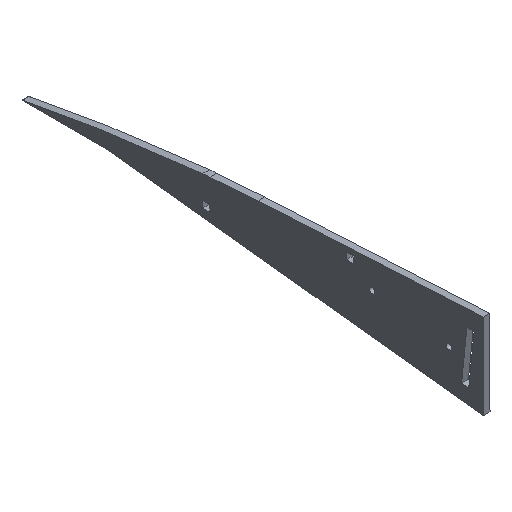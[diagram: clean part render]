
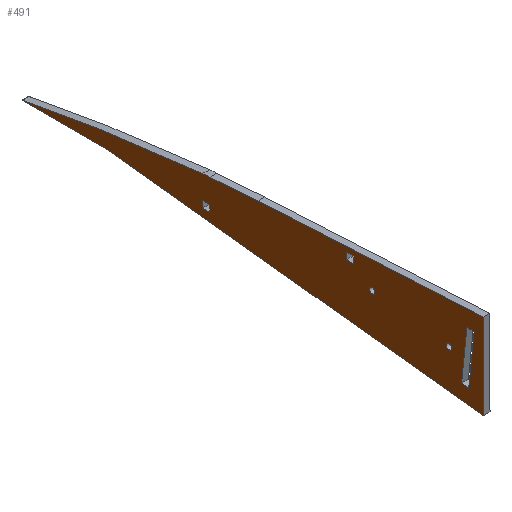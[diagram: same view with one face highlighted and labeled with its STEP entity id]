
A CAD part, isometric view. The second image highlights one B-rep face of the part: STEP entity #491.
In plain terms, the highlighted planar face has unit normal (-1, 0, 0).
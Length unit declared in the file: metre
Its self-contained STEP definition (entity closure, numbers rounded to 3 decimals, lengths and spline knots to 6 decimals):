
#15=FACE_BOUND('',#90,.T.);
#16=FACE_BOUND('',#91,.T.);
#17=FACE_BOUND('',#92,.T.);
#18=FACE_BOUND('',#93,.T.);
#19=FACE_BOUND('',#94,.T.);
#25=CIRCLE('',#514,0.737101);
#27=CIRCLE('',#521,0.0016);
#29=CIRCLE('',#524,0.00155);
#34=ELLIPSE('',#511,0.001973,0.000023);
#36=B_SPLINE_CURVE_WITH_KNOTS('',3,(#689,#690,#691,#692,#693),
 .UNSPECIFIED.,.F.,.F.,(4,1,4),(0.241414,0.265173,0.288933),
 .UNSPECIFIED.);
#38=B_SPLINE_CURVE_WITH_KNOTS('',3,(#760,#761,#762,#763,#764,#765,#766,
#767,#768,#769,#770,#771,#772,#773,#774,#775,#776,#777,#778,#779),
 .UNSPECIFIED.,.F.,.F.,(4,1,1,1,1,1,1,1,1,1,1,1,1,1,1,1,1,4),(0.296027,
0.323083,0.35014,0.377196,0.404252,
0.41778,0.431308,0.444836,0.458364,
0.471892,0.478656,0.48542,0.492184,
0.498948,0.50233,0.505712,0.509094,
0.512476),.UNSPECIFIED.);
#65=FACE_OUTER_BOUND('',#89,.T.);
#89=EDGE_LOOP('',(#407,#408,#409,#410,#411,#412,#413,#414));
#90=EDGE_LOOP('',(#415,#416,#417,#418));
#91=EDGE_LOOP('',(#419,#420,#421,#422));
#92=EDGE_LOOP('',(#423,#424,#425,#426));
#93=EDGE_LOOP('',(#427));
#94=EDGE_LOOP('',(#428));
#101=LINE('',#654,#155);
#107=LINE('',#665,#161);
#108=LINE('',#668,#162);
#111=LINE('',#674,#165);
#120=LINE('',#808,#174);
#123=LINE('',#814,#177);
#126=LINE('',#820,#180);
#128=LINE('',#823,#182);
#131=LINE('',#839,#185);
#135=LINE('',#847,#189);
#140=LINE('',#856,#194);
#141=LINE('',#858,#195);
#146=LINE('',#868,#200);
#147=LINE('',#871,#201);
#150=LINE('',#877,#204);
#154=LINE('',#883,#208);
#155=VECTOR('',#540,1.);
#161=VECTOR('',#548,1.);
#162=VECTOR('',#551,1.);
#165=VECTOR('',#556,1.);
#174=VECTOR('',#577,1.);
#177=VECTOR('',#582,1.);
#180=VECTOR('',#587,1.);
#182=VECTOR('',#591,1.);
#185=VECTOR('',#608,1.);
#189=VECTOR('',#614,1.);
#194=VECTOR('',#621,1.);
#195=VECTOR('',#624,1.);
#200=VECTOR('',#631,1.);
#201=VECTOR('',#634,1.);
#204=VECTOR('',#639,1.);
#208=VECTOR('',#645,1.);
#209=VERTEX_POINT('',#652);
#210=VERTEX_POINT('',#653);
#214=VERTEX_POINT('',#663);
#215=VERTEX_POINT('',#667);
#217=VERTEX_POINT('',#673);
#219=VERTEX_POINT('',#688);
#221=VERTEX_POINT('',#709);
#223=VERTEX_POINT('',#715);
#225=VERTEX_POINT('',#801);
#228=VERTEX_POINT('',#806);
#230=VERTEX_POINT('',#812);
#232=VERTEX_POINT('',#818);
#233=VERTEX_POINT('',#825);
#235=VERTEX_POINT('',#831);
#237=VERTEX_POINT('',#837);
#238=VERTEX_POINT('',#838);
#241=VERTEX_POINT('',#846);
#244=VERTEX_POINT('',#854);
#245=VERTEX_POINT('',#861);
#248=VERTEX_POINT('',#866);
#249=VERTEX_POINT('',#870);
#251=VERTEX_POINT('',#876);
#253=EDGE_CURVE('',#209,#210,#101,.T.);
#259=EDGE_CURVE('',#209,#214,#107,.T.);
#260=EDGE_CURVE('',#215,#214,#108,.T.);
#263=EDGE_CURVE('',#217,#215,#111,.T.);
#266=EDGE_CURVE('',#219,#217,#36,.F.);
#269=EDGE_CURVE('',#210,#221,#34,.T.);
#272=EDGE_CURVE('',#223,#219,#25,.T.);
#275=EDGE_CURVE('',#221,#223,#38,.F.);
#280=EDGE_CURVE('',#225,#228,#120,.T.);
#283=EDGE_CURVE('',#228,#230,#123,.T.);
#286=EDGE_CURVE('',#230,#232,#126,.T.);
#288=EDGE_CURVE('',#232,#225,#128,.T.);
#289=EDGE_CURVE('',#233,#233,#27,.T.);
#292=EDGE_CURVE('',#235,#235,#29,.T.);
#295=EDGE_CURVE('',#237,#238,#131,.T.);
#299=EDGE_CURVE('',#238,#241,#135,.T.);
#304=EDGE_CURVE('',#237,#244,#140,.T.);
#305=EDGE_CURVE('',#241,#244,#141,.T.);
#310=EDGE_CURVE('',#245,#248,#146,.T.);
#311=EDGE_CURVE('',#249,#248,#147,.T.);
#314=EDGE_CURVE('',#251,#249,#150,.T.);
#318=EDGE_CURVE('',#251,#245,#154,.T.);
#407=ORIENTED_EDGE('',*,*,#253,.F.);
#408=ORIENTED_EDGE('',*,*,#259,.T.);
#409=ORIENTED_EDGE('',*,*,#260,.F.);
#410=ORIENTED_EDGE('',*,*,#263,.F.);
#411=ORIENTED_EDGE('',*,*,#266,.F.);
#412=ORIENTED_EDGE('',*,*,#272,.F.);
#413=ORIENTED_EDGE('',*,*,#275,.F.);
#414=ORIENTED_EDGE('',*,*,#269,.F.);
#415=ORIENTED_EDGE('',*,*,#288,.T.);
#416=ORIENTED_EDGE('',*,*,#280,.T.);
#417=ORIENTED_EDGE('',*,*,#283,.T.);
#418=ORIENTED_EDGE('',*,*,#286,.T.);
#419=ORIENTED_EDGE('',*,*,#318,.T.);
#420=ORIENTED_EDGE('',*,*,#310,.T.);
#421=ORIENTED_EDGE('',*,*,#311,.F.);
#422=ORIENTED_EDGE('',*,*,#314,.F.);
#423=ORIENTED_EDGE('',*,*,#295,.F.);
#424=ORIENTED_EDGE('',*,*,#304,.T.);
#425=ORIENTED_EDGE('',*,*,#305,.F.);
#426=ORIENTED_EDGE('',*,*,#299,.F.);
#427=ORIENTED_EDGE('',*,*,#292,.F.);
#428=ORIENTED_EDGE('',*,*,#289,.F.);
#467=PLANE('',#534);
#491=ADVANCED_FACE('',(#65,#15,#16,#17,#18,#19),#467,.T.);
#511=AXIS2_PLACEMENT_3D('',#710,#560,#561);
#514=AXIS2_PLACEMENT_3D('',#716,#567,#568);
#521=AXIS2_PLACEMENT_3D('',#826,#594,#595);
#524=AXIS2_PLACEMENT_3D('',#832,#601,#602);
#534=AXIS2_PLACEMENT_3D('',#884,#646,#647);
#540=DIRECTION('',(0.,1.,0.));
#548=DIRECTION('',(0.,-0.994,-0.113));
#551=DIRECTION('',(0.,0.,-1.));
#556=DIRECTION('',(0.,-0.999,0.053));
#560=DIRECTION('center_axis',(1.,0.,0.));
#561=DIRECTION('ref_axis',(0.,-0.999,0.053));
#567=DIRECTION('center_axis',(1.,0.,0.));
#568=DIRECTION('ref_axis',(0.,0.,-1.));
#577=DIRECTION('',(0.,-0.995,-0.105));
#582=DIRECTION('',(0.,0.105,-0.995));
#587=DIRECTION('',(0.,0.995,0.105));
#591=DIRECTION('',(0.,-0.105,0.995));
#594=DIRECTION('center_axis',(-1.,0.,0.));
#595=DIRECTION('ref_axis',(0.,0.,1.));
#601=DIRECTION('center_axis',(-1.,0.,0.));
#602=DIRECTION('ref_axis',(0.,0.,1.));
#608=DIRECTION('',(0.,-1.,0.));
#614=DIRECTION('',(0.,0.,1.));
#621=DIRECTION('',(0.,0.,1.));
#624=DIRECTION('',(0.,1.,0.));
#631=DIRECTION('',(0.,0.,-1.));
#634=DIRECTION('',(0.,-1.,0.));
#639=DIRECTION('',(0.,0.,-1.));
#645=DIRECTION('',(0.,-1.,0.));
#646=DIRECTION('center_axis',(-1.,0.,0.));
#647=DIRECTION('ref_axis',(0.,1.,0.));
#652=CARTESIAN_POINT('',(-0.126,0.085576,0.004543));
#653=CARTESIAN_POINT('',(-0.126,0.135627,0.004543));
#654=CARTESIAN_POINT('',(-0.126,0.,0.004543));
#663=CARTESIAN_POINT('',(-0.126,-0.134196,-0.020457));
#665=CARTESIAN_POINT('',(-0.126,0.000583,-0.005125));
#667=CARTESIAN_POINT('',(-0.126,-0.134196,0.029543));
#668=CARTESIAN_POINT('',(-0.126,-0.134196,0.));
#673=CARTESIAN_POINT('',(-0.126,-0.002365,0.022551));
#674=CARTESIAN_POINT('',(-0.126,0.001186,0.022363));
#688=CARTESIAN_POINT('',(-0.126,0.025804,0.020591));
#689=CARTESIAN_POINT('Ctrl Pts',(-0.126,-0.002365,0.022551));
#690=CARTESIAN_POINT('Ctrl Pts',(-0.126,0.002311,0.022303));
#691=CARTESIAN_POINT('Ctrl Pts',(-0.126,0.01171,0.021711));
#692=CARTESIAN_POINT('Ctrl Pts',(-0.126,0.021112,0.021007));
#693=CARTESIAN_POINT('Ctrl Pts',(-0.126,0.025804,0.020591));
#709=CARTESIAN_POINT('',(-0.126,0.135804,0.004543));
#710=CARTESIAN_POINT('Origin',(-0.126,0.133833,0.004648));
#715=CARTESIAN_POINT('',(-0.126,0.030004,0.020206));
#716=CARTESIAN_POINT('Origin',(-0.126,-0.039399,-0.71362));
#760=CARTESIAN_POINT('Ctrl Pts',(-0.126,0.030004,0.020206));
#761=CARTESIAN_POINT('Ctrl Pts',(-0.126,0.035338,0.019702));
#762=CARTESIAN_POINT('Ctrl Pts',(-0.126,0.045958,0.018625));
#763=CARTESIAN_POINT('Ctrl Pts',(-0.126,0.061617,0.016765));
#764=CARTESIAN_POINT('Ctrl Pts',(-0.126,0.076818,0.014703));
#765=CARTESIAN_POINT('Ctrl Pts',(-0.126,0.088951,0.012803));
#766=CARTESIAN_POINT('Ctrl Pts',(-0.126,0.098258,0.011216));
#767=CARTESIAN_POINT('Ctrl Pts',(-0.126,0.104995,0.009996));
#768=CARTESIAN_POINT('Ctrl Pts',(-0.126,0.11146,0.008783));
#769=CARTESIAN_POINT('Ctrl Pts',(-0.126,0.117612,0.007628));
#770=CARTESIAN_POINT('Ctrl Pts',(-0.126,0.122396,0.006727));
#771=CARTESIAN_POINT('Ctrl Pts',(-0.126,0.125965,0.006077));
#772=CARTESIAN_POINT('Ctrl Pts',(-0.126,0.128496,0.005632));
#773=CARTESIAN_POINT('Ctrl Pts',(-0.126,0.130869,0.005237));
#774=CARTESIAN_POINT('Ctrl Pts',(-0.126,0.13261,0.004958));
#775=CARTESIAN_POINT('Ctrl Pts',(-0.126,0.133821,0.004773));
#776=CARTESIAN_POINT('Ctrl Pts',(-0.126,0.134651,0.00466));
#777=CARTESIAN_POINT('Ctrl Pts',(-0.126,0.135482,0.004577));
#778=CARTESIAN_POINT('Ctrl Pts',(-0.126,0.135804,0.004548));
#779=CARTESIAN_POINT('Ctrl Pts',(-0.126,0.135804,0.004543));
#801=CARTESIAN_POINT('',(-0.126,-0.124686,0.01978));
#806=CARTESIAN_POINT('',(-0.126,-0.128863,0.019341));
#808=CARTESIAN_POINT('',(-0.126,-0.003419,0.032526));
#812=CARTESIAN_POINT('',(-0.126,-0.125706,-0.010694));
#814=CARTESIAN_POINT('',(-0.126,-0.125444,-0.013185));
#818=CARTESIAN_POINT('',(-0.126,-0.121529,-0.010255));
#820=CARTESIAN_POINT('',(-0.126,-0.000262,0.002491));
#823=CARTESIAN_POINT('',(-0.126,-0.121267,-0.012746));
#825=CARTESIAN_POINT('',(-0.126,-0.114196,0.006143));
#826=CARTESIAN_POINT('Origin',(-0.126,-0.114196,0.004543));
#831=CARTESIAN_POINT('',(-0.126,-0.069196,0.01198));
#832=CARTESIAN_POINT('Origin',(-0.126,-0.069196,0.01043));
#837=CARTESIAN_POINT('',(-0.126,-0.054196,0.018644));
#838=CARTESIAN_POINT('',(-0.126,-0.058396,0.018644));
#839=CARTESIAN_POINT('',(-0.126,0.,0.018644));
#846=CARTESIAN_POINT('',(-0.126,-0.058396,0.022644));
#847=CARTESIAN_POINT('',(-0.126,-0.058396,0.));
#854=CARTESIAN_POINT('',(-0.126,-0.054196,0.022644));
#856=CARTESIAN_POINT('',(-0.126,-0.054196,0.));
#858=CARTESIAN_POINT('',(-0.126,0.,0.022644));
#861=CARTESIAN_POINT('',(-0.126,0.025804,0.006668));
#866=CARTESIAN_POINT('',(-0.126,0.025804,0.002668));
#868=CARTESIAN_POINT('',(-0.126,0.025804,0.));
#870=CARTESIAN_POINT('',(-0.126,0.030004,0.002668));
#871=CARTESIAN_POINT('',(-0.126,0.,0.002668));
#876=CARTESIAN_POINT('',(-0.126,0.030004,0.006668));
#877=CARTESIAN_POINT('',(-0.126,0.030004,0.));
#883=CARTESIAN_POINT('',(-0.126,0.,0.006668));
#884=CARTESIAN_POINT('Origin',(-0.126,0.,0.));
